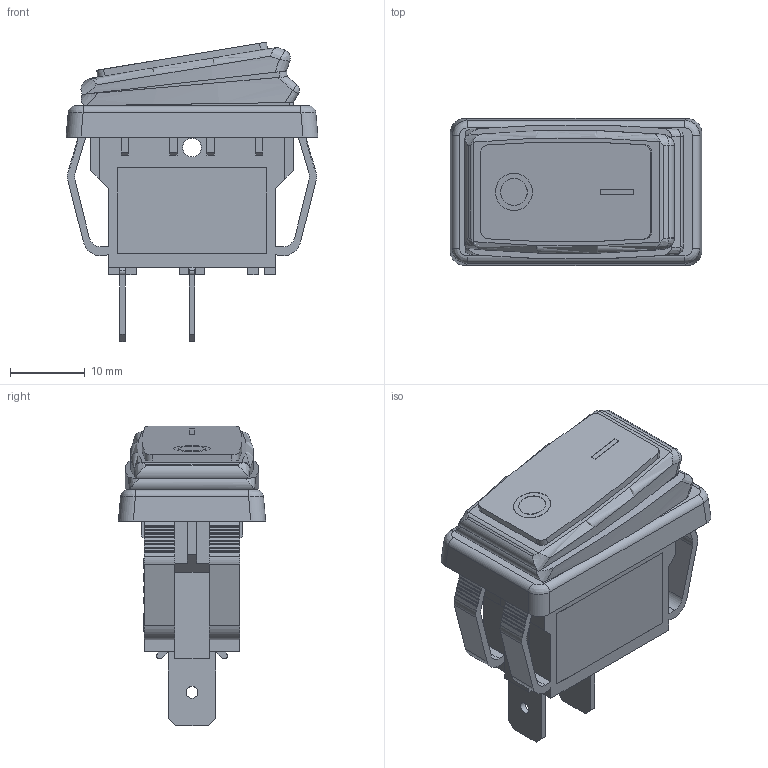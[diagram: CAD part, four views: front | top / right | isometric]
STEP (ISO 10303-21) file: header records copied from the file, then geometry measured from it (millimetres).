
FILE_DESCRIPTION(/* description */ ('Unknown'),/* implementation_level */ '2;1');
FILE_NAME(/* name */ '471015264152',/* time_stamp */ '2024-02-02T11:24:33+01:00',/* author */ ('Unknown'),/* organization */ ('Unknown'),/* preprocessor_version */ 'ST-DEVELOPER v18.102',/* originating_system */ 'Solid Edge',/* authorisation */ 'Unknown');
FILE_SCHEMA (('AUTOMOTIVE_DESIGN {1 0 10303 214 3 1 1}'));
Length unit declared in the file: millimetre
Products named in the file (7): 471015264152; Frame; Terminal; Actuator; Actuator_1; Actuator_2; Actuator_3
Assembly tree (7 placements, depth 3):
  471015264152
    Frame
    Terminal  x2
    Actuator
      Actuator_1
      Actuator_2
      Actuator_3
Bounding box: 33.7 x 19.7 x 40.1 mm (x, y, z)
Volume: 7443.6 mm3; surface area: 8995 mm2
Topology: 6 solids, 6 shells, 901 faces, 2414 edges, 1590 vertices
Faces by surface type: plane 698, bspline 109, cylinder 84, torus 8, sphere 2
Full cylindrical faces by diameter (mm): 1.6 x2, 2.5 x2, 3.6 x1, 5 x1
Entity records: 31163 total; most frequent: CARTESIAN_POINT 9990, ORIENTED_EDGE 4716, DIRECTION 3416, EDGE_CURVE 2358, VERTEX_POINT 1560, LINE 1466, VECTOR 1466, EDGE_LOOP 984
